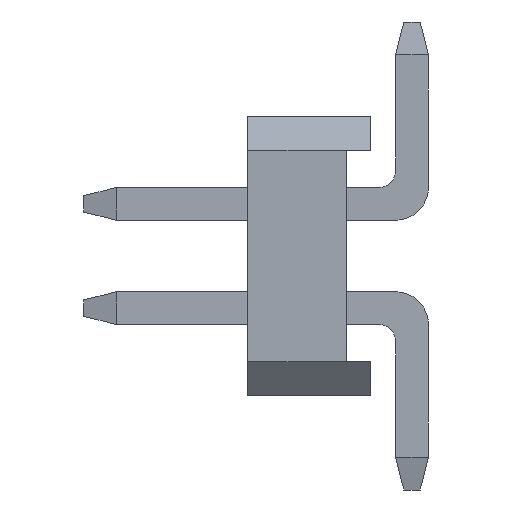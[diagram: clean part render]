
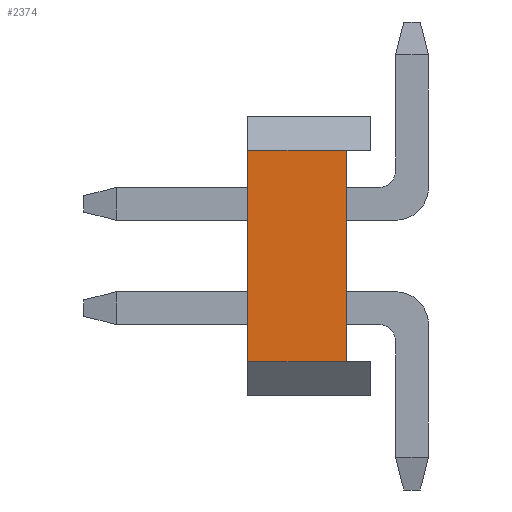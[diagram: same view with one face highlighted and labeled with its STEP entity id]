
A CAD part, left-side view. The second image highlights one B-rep face of the part: STEP entity #2374.
In plain terms, the highlighted planar face has unit normal (-1, 0, 0).
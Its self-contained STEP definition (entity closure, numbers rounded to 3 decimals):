
#192=ORIENTED_EDGE('',*,*,#816,.T.);
#193=ORIENTED_EDGE('',*,*,#817,.T.);
#194=ORIENTED_EDGE('',*,*,#818,.F.);
#195=ORIENTED_EDGE('',*,*,#819,.F.);
#816=EDGE_CURVE('',#1132,#1133,#1356,.T.);
#817=EDGE_CURVE('',#1133,#1134,#1357,.T.);
#818=EDGE_CURVE('',#1135,#1134,#1358,.T.);
#819=EDGE_CURVE('',#1132,#1135,#1359,.T.);
#1132=VERTEX_POINT('',#3429);
#1133=VERTEX_POINT('',#3430);
#1134=VERTEX_POINT('',#3432);
#1135=VERTEX_POINT('',#3434);
#1356=LINE('',#3428,#1684);
#1357=LINE('',#3431,#1685);
#1358=LINE('',#3433,#1686);
#1359=LINE('',#3435,#1687);
#1684=VECTOR('',#2800,1000.);
#1685=VECTOR('',#2801,1000.);
#1686=VECTOR('',#2802,1000.);
#1687=VECTOR('',#2803,1000.);
#1964=EDGE_LOOP('',(#192,#193,#194,#195));
#2108=FACE_BOUND('',#1964,.T.);
#2250=PLANE('',#2539);
#2374=ADVANCED_FACE('',(#2108),#2250,.F.);
#2539=AXIS2_PLACEMENT_3D('',#3427,#2798,#2799);
#2798=DIRECTION('',(1.,0.,0.));
#2799=DIRECTION('',(0.,0.,-1.));
#2800=DIRECTION('',(0.,-1.,0.));
#2801=DIRECTION('',(0.,0.,1.));
#2802=DIRECTION('',(0.,-1.,0.));
#2803=DIRECTION('',(0.,0.,1.));
#3427=CARTESIAN_POINT('',(0.,1.5,-1.285));
#3428=CARTESIAN_POINT('',(0.,1.5,-1.285));
#3429=CARTESIAN_POINT('',(0.,1.5,-1.285));
#3430=CARTESIAN_POINT('',(0.,0.3,-1.285));
#3431=CARTESIAN_POINT('',(0.,0.3,-1.285));
#3432=CARTESIAN_POINT('',(0.,0.3,1.285));
#3433=CARTESIAN_POINT('',(0.,1.5,1.285));
#3434=CARTESIAN_POINT('',(0.,1.5,1.285));
#3435=CARTESIAN_POINT('',(0.,1.5,-1.285));
